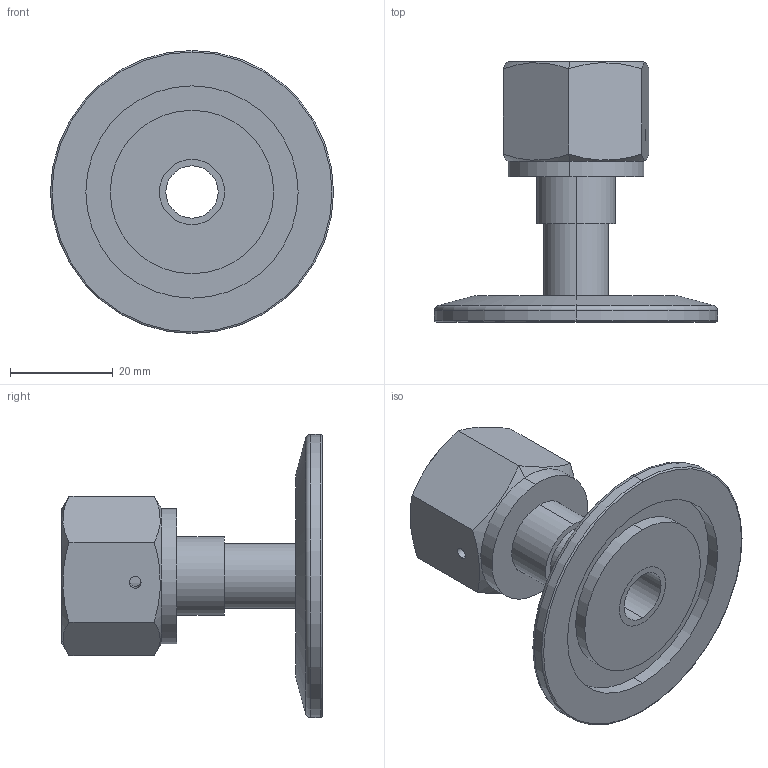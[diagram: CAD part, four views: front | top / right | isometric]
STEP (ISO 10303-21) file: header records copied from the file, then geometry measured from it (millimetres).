
FILE_DESCRIPTION (( 'STEP AP214' ), '1' );
FILE_NAME ('Hositrad_KF40FV1-2.STEP', '2018-05-09T07:28:41', ( '' ), ( '' ), 'SwSTEP 2.0', 'SolidWorks 2018', '' );
FILE_SCHEMA (( 'AUTOMOTIVE_DESIGN' ));
Length unit declared in the file: millimetre
Products named in the file (4): 6LV_8_VCR_3_8TB7; KF40B_KF40-12.7; SS_8_VCR_1-FemaleNut; Hositrad_KF40FV1-2
Assembly tree (3 placements, depth 2):
  Hositrad_KF40FV1-2
    KF40B_KF40-12.7
    6LV_8_VCR_3_8TB7
    SS_8_VCR_1-FemaleNut
Bounding box: 55 x 50.55 x 55 mm (x, y, z)
Volume: 12707.8 mm3; surface area: 13922.9 mm2
Topology: 2 solids, 3 shells, 65 faces, 140 edges, 88 vertices
Faces by surface type: cylinder 30, plane 19, cone 10, torus 6
Entity records: 2430 total; most frequent: CARTESIAN_POINT 496, DIRECTION 346, ORIENTED_EDGE 276, AXIS2_PLACEMENT_3D 150, EDGE_CURVE 140, VERTEX_POINT 88, EDGE_LOOP 82, CIRCLE 78
